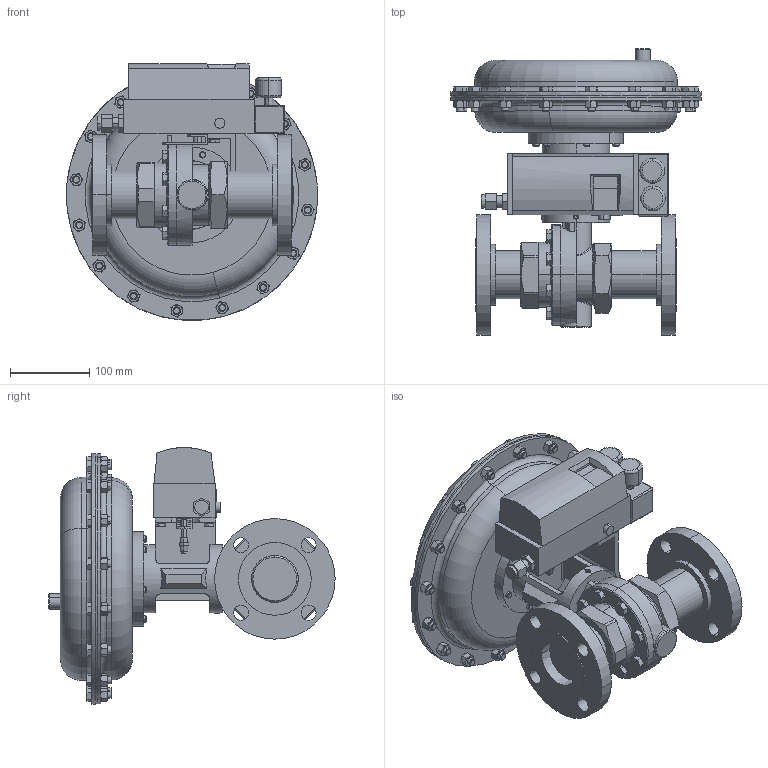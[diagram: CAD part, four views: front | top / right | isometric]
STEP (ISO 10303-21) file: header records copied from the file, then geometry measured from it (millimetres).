
FILE_DESCRIPTION (( 'STEP AP203' ), '1' );
FILE_NAME ('70SP-200-DI+BR-F5-55M-16IQ.STEP', '2017-09-12T11:32:22', ( '' ), ( '' ), 'SwSTEP 2.0', 'SolidWorks 2014', '' );
FILE_SCHEMA (( 'CONFIG_CONTROL_DESIGN' ));
Products named in the file (1): 70SP-200-DI+BR-F5-55M-16IQ
Bounding box: 317.5 x 361.82 x 324.83 mm (x, y, z)
Volume: 8283945.7 mm3; surface area: 550545.7 mm2
Topology: 3 solids, 3 shells, 1234 faces, 2880 edges, 1757 vertices
Faces by surface type: plane 533, cone 417, cylinder 203, bspline 53, torus 26, sphere 2
Entity records: 50686 total; most frequent: CARTESIAN_POINT 23864, ORIENTED_EDGE 5752, DIRECTION 5182, EDGE_CURVE 2876, AXIS2_PLACEMENT_3D 2037, VERTEX_POINT 1757, EDGE_LOOP 1367, FACE_OUTER_BOUND 1234
